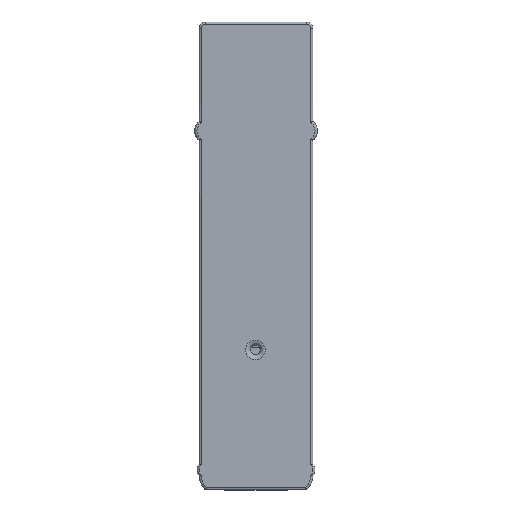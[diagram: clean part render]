
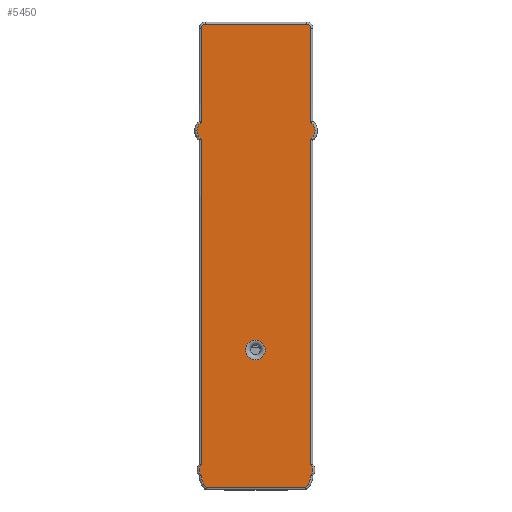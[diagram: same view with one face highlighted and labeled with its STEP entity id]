
A CAD part, top view. The second image highlights one B-rep face of the part: STEP entity #5450.
In plain terms, the highlighted planar face has unit normal (0, 0, 1).
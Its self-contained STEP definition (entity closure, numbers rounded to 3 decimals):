
#87=FACE_BOUND('',#1362,.T.);
#560=CIRCLE('',#5907,4.);
#563=CIRCLE('',#5911,1.6);
#564=CIRCLE('',#5912,4.1);
#565=CIRCLE('',#5913,3.1);
#566=CIRCLE('',#5914,7.287);
#567=CIRCLE('',#5915,7.287);
#568=CIRCLE('',#5916,3.1);
#569=CIRCLE('',#5917,4.1);
#570=CIRCLE('',#5918,1.6);
#988=FACE_OUTER_BOUND('',#1361,.T.);
#1361=EDGE_LOOP('',(#4517,#4518,#4519,#4520,#4521,#4522,#4523,#4524,#4525,
#4526,#4527,#4528,#4529,#4530));
#1362=EDGE_LOOP('',(#4531));
#1679=LINE('',#12327,#2004);
#1680=LINE('',#12331,#2005);
#1681=LINE('',#12337,#2006);
#1682=LINE('',#12343,#2007);
#1683=LINE('',#12347,#2008);
#1684=LINE('',#12350,#2009);
#2004=VECTOR('',#7009,10.);
#2005=VECTOR('',#7012,10.);
#2006=VECTOR('',#7017,10.);
#2007=VECTOR('',#7022,10.);
#2008=VECTOR('',#7025,10.);
#2009=VECTOR('',#7028,10.);
#2519=VERTEX_POINT('',#12317);
#2521=VERTEX_POINT('',#12323);
#2522=VERTEX_POINT('',#12324);
#2523=VERTEX_POINT('',#12326);
#2524=VERTEX_POINT('',#12328);
#2525=VERTEX_POINT('',#12330);
#2526=VERTEX_POINT('',#12332);
#2527=VERTEX_POINT('',#12334);
#2528=VERTEX_POINT('',#12336);
#2529=VERTEX_POINT('',#12338);
#2530=VERTEX_POINT('',#12340);
#2531=VERTEX_POINT('',#12342);
#2532=VERTEX_POINT('',#12344);
#2533=VERTEX_POINT('',#12346);
#2534=VERTEX_POINT('',#12348);
#3225=EDGE_CURVE('',#2519,#2519,#560,.T.);
#3228=EDGE_CURVE('',#2521,#2522,#563,.T.);
#3229=EDGE_CURVE('',#2523,#2521,#1679,.T.);
#3230=EDGE_CURVE('',#2524,#2523,#564,.T.);
#3231=EDGE_CURVE('',#2525,#2524,#1680,.T.);
#3232=EDGE_CURVE('',#2526,#2525,#565,.T.);
#3233=EDGE_CURVE('',#2527,#2526,#566,.T.);
#3234=EDGE_CURVE('',#2528,#2527,#1681,.T.);
#3235=EDGE_CURVE('',#2529,#2528,#567,.T.);
#3236=EDGE_CURVE('',#2530,#2529,#568,.T.);
#3237=EDGE_CURVE('',#2531,#2530,#1682,.T.);
#3238=EDGE_CURVE('',#2532,#2531,#569,.T.);
#3239=EDGE_CURVE('',#2533,#2532,#1683,.T.);
#3240=EDGE_CURVE('',#2534,#2533,#570,.T.);
#3241=EDGE_CURVE('',#2522,#2534,#1684,.T.);
#4517=ORIENTED_EDGE('',*,*,#3228,.F.);
#4518=ORIENTED_EDGE('',*,*,#3229,.F.);
#4519=ORIENTED_EDGE('',*,*,#3230,.F.);
#4520=ORIENTED_EDGE('',*,*,#3231,.F.);
#4521=ORIENTED_EDGE('',*,*,#3232,.F.);
#4522=ORIENTED_EDGE('',*,*,#3233,.F.);
#4523=ORIENTED_EDGE('',*,*,#3234,.F.);
#4524=ORIENTED_EDGE('',*,*,#3235,.F.);
#4525=ORIENTED_EDGE('',*,*,#3236,.F.);
#4526=ORIENTED_EDGE('',*,*,#3237,.F.);
#4527=ORIENTED_EDGE('',*,*,#3238,.F.);
#4528=ORIENTED_EDGE('',*,*,#3239,.F.);
#4529=ORIENTED_EDGE('',*,*,#3240,.F.);
#4530=ORIENTED_EDGE('',*,*,#3241,.F.);
#4531=ORIENTED_EDGE('',*,*,#3225,.F.);
#5189=PLANE('',#5910);
#5450=ADVANCED_FACE('',(#988,#87),#5189,.T.);
#5907=AXIS2_PLACEMENT_3D('',#12318,#6999,#7000);
#5910=AXIS2_PLACEMENT_3D('',#12322,#7005,#7006);
#5911=AXIS2_PLACEMENT_3D('',#12325,#7007,#7008);
#5912=AXIS2_PLACEMENT_3D('',#12329,#7010,#7011);
#5913=AXIS2_PLACEMENT_3D('',#12333,#7013,#7014);
#5914=AXIS2_PLACEMENT_3D('',#12335,#7015,#7016);
#5915=AXIS2_PLACEMENT_3D('',#12339,#7018,#7019);
#5916=AXIS2_PLACEMENT_3D('',#12341,#7020,#7021);
#5917=AXIS2_PLACEMENT_3D('',#12345,#7023,#7024);
#5918=AXIS2_PLACEMENT_3D('',#12349,#7026,#7027);
#6999=DIRECTION('center_axis',(0.,0.,1.));
#7000=DIRECTION('ref_axis',(-1.,0.,0.));
#7005=DIRECTION('center_axis',(0.,0.,1.));
#7006=DIRECTION('ref_axis',(-1.,0.,0.));
#7007=DIRECTION('center_axis',(0.,0.,-1.));
#7008=DIRECTION('ref_axis',(-0.707,0.707,0.));
#7009=DIRECTION('',(0.,1.,0.));
#7010=DIRECTION('center_axis',(0.,0.,-1.));
#7011=DIRECTION('ref_axis',(-1.,0.,0.));
#7012=DIRECTION('',(0.,1.,0.));
#7013=DIRECTION('center_axis',(0.,0.,-1.));
#7014=DIRECTION('ref_axis',(-1.,-0.001,0.));
#7015=DIRECTION('center_axis',(0.,0.,-1.));
#7016=DIRECTION('ref_axis',(-0.909,-0.417,0.));
#7017=DIRECTION('',(-1.,0.,0.));
#7018=DIRECTION('center_axis',(0.,0.,-1.));
#7019=DIRECTION('ref_axis',(0.909,-0.417,0.));
#7020=DIRECTION('center_axis',(0.,0.,-1.));
#7021=DIRECTION('ref_axis',(1.,-0.001,0.));
#7022=DIRECTION('',(0.,-1.,0.));
#7023=DIRECTION('center_axis',(0.,0.,-1.));
#7024=DIRECTION('ref_axis',(1.,0.,0.));
#7025=DIRECTION('',(0.,-1.,0.));
#7026=DIRECTION('center_axis',(0.,0.,-1.));
#7027=DIRECTION('ref_axis',(0.707,0.707,0.));
#7028=DIRECTION('',(1.,0.,0.));
#12317=CARTESIAN_POINT('',(3.993,-157.688,7.9));
#12318=CARTESIAN_POINT('Origin',(-0.007,-157.688,
7.9));
#12322=CARTESIAN_POINT('Origin',(0.254,-132.356,7.9));
#12323=CARTESIAN_POINT('',(-22.033,-26.48,7.9));
#12324=CARTESIAN_POINT('',(-20.433,-24.88,7.9));
#12325=CARTESIAN_POINT('Origin',(-20.433,-26.48,7.9));
#12326=CARTESIAN_POINT('',(-22.033,-64.925,7.9));
#12327=CARTESIAN_POINT('',(-22.033,-98.416,7.9));
#12328=CARTESIAN_POINT('',(-22.033,-71.73,7.9));
#12329=CARTESIAN_POINT('Origin',(-19.746,-68.327,7.9));
#12330=CARTESIAN_POINT('',(-22.033,-204.554,7.9));
#12331=CARTESIAN_POINT('',(-22.033,-168.293,7.9));
#12332=CARTESIAN_POINT('',(-22.033,-208.738,7.9));
#12333=CARTESIAN_POINT('Origin',(-19.746,-206.646,7.9));
#12334=CARTESIAN_POINT('',(-19.964,-213.833,7.9));
#12335=CARTESIAN_POINT('Origin',(-14.746,-208.746,7.9));
#12336=CARTESIAN_POINT('',(20.472,-213.833,7.9));
#12337=CARTESIAN_POINT('',(10.546,-213.833,7.9));
#12338=CARTESIAN_POINT('',(22.541,-208.738,7.9));
#12339=CARTESIAN_POINT('Origin',(15.254,-208.746,7.9));
#12340=CARTESIAN_POINT('',(22.541,-204.554,7.9));
#12341=CARTESIAN_POINT('Origin',(20.254,-206.646,7.9));
#12342=CARTESIAN_POINT('',(22.541,-71.73,7.9));
#12343=CARTESIAN_POINT('',(22.541,-102.268,7.9));
#12344=CARTESIAN_POINT('',(22.541,-64.925,7.9));
#12345=CARTESIAN_POINT('Origin',(20.254,-68.327,7.9));
#12346=CARTESIAN_POINT('',(22.541,-26.48,7.9));
#12347=CARTESIAN_POINT('',(22.541,-91.03,7.9));
#12348=CARTESIAN_POINT('',(20.941,-24.88,7.9));
#12349=CARTESIAN_POINT('Origin',(20.941,-26.48,7.9));
#12350=CARTESIAN_POINT('',(11.848,-24.88,7.9));
